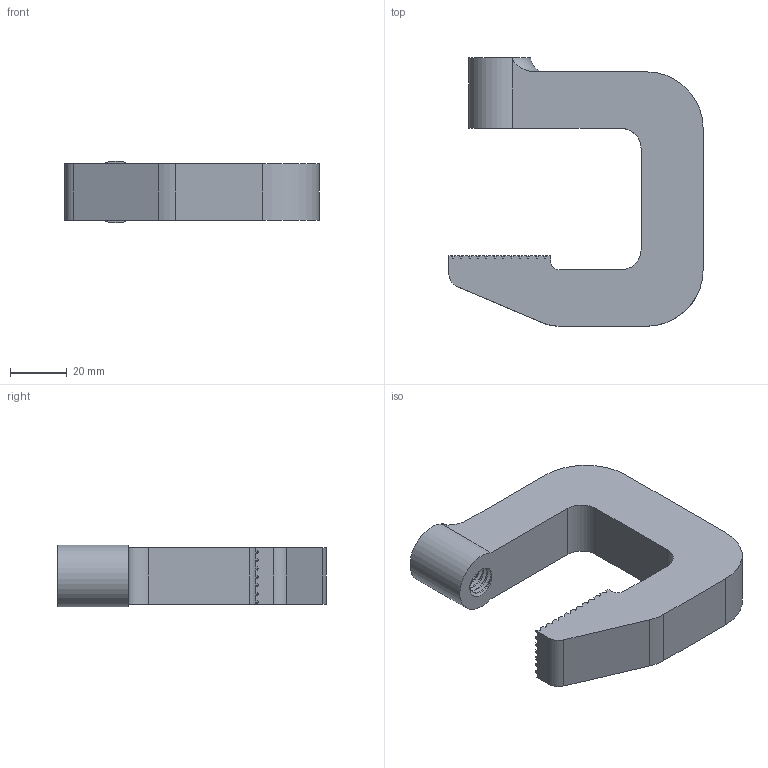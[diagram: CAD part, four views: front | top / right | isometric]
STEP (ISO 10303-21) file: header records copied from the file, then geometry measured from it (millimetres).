
FILE_DESCRIPTION (( 'STEP AP203' ), '1' );
FILE_NAME ('Peça1.STEP', '2023-12-14T11:07:56', ( '' ), ( '' ), 'SwSTEP 2.0', 'SolidWorks 2017', '' );
FILE_SCHEMA (( 'CONFIG_CONTROL_DESIGN' ));
Length unit declared in the file: millimetre
Products named in the file (1): Pe蓷1
Bounding box: 90 x 95 x 21.93 mm (x, y, z)
Volume: 85091.8 mm3; surface area: 19533.6 mm2
Topology: 1 solids, 1 shells, 929 faces, 2377 edges, 1571 vertices
Faces by surface type: plane 890, cylinder 34, bspline 3, torus 2
Entity records: 30333 total; most frequent: CARTESIAN_POINT 7831, ORIENTED_EDGE 4754, DIRECTION 4193, EDGE_CURVE 2377, LINE 2293, VECTOR 2293, VERTEX_POINT 1571, EDGE_LOOP 1052
